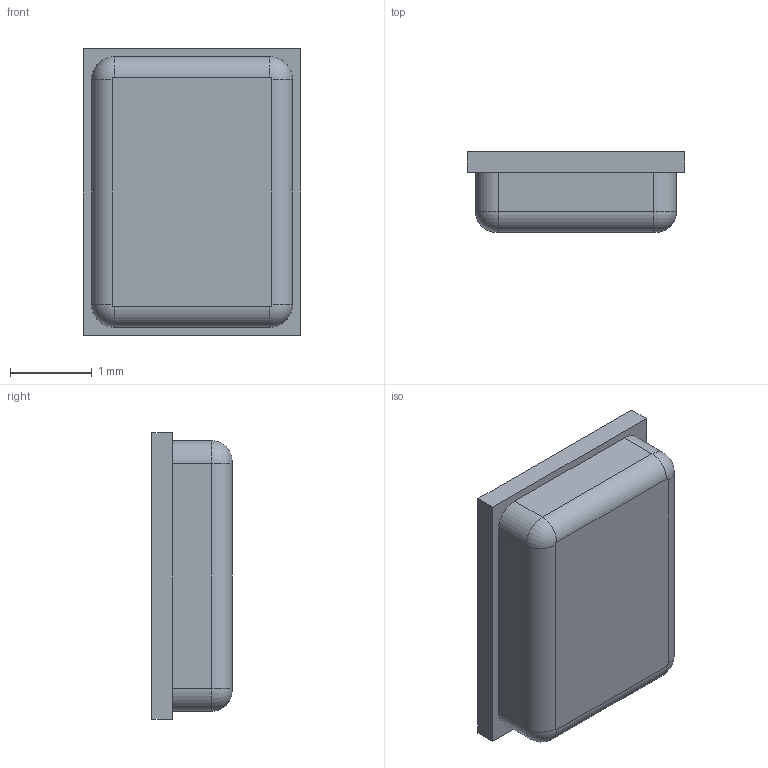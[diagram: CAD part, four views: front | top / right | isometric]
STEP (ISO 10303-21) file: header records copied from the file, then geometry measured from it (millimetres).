
FILE_DESCRIPTION (( 'STEP AP214' ), '1' );
FILE_NAME ('MMICT3902-00-012.STEP', '2024-11-01T06:57:08', ( '' ), ( '' ), 'SwSTEP 2.0', 'SolidWorks 2023', '' );
FILE_SCHEMA (( 'AUTOMOTIVE_DESIGN' ));
Length unit declared in the file: millimetre
Products named in the file (1): MMICT3902-00-012
Bounding box: 2.65 x 0.98 x 3.5 mm (x, y, z)
Volume: 8 mm3; surface area: 38.2 mm2
Topology: 6 solids, 6 shells, 82 faces, 178 edges, 116 vertices
Faces by surface type: plane 60, cylinder 18, torus 4
Entity records: 3192 total; most frequent: DIRECTION 384, CARTESIAN_POINT 377, ORIENTED_EDGE 356, EDGE_CURVE 178, VECTOR 138, LINE 138, AXIS2_PLACEMENT_3D 123, VERTEX_POINT 116
